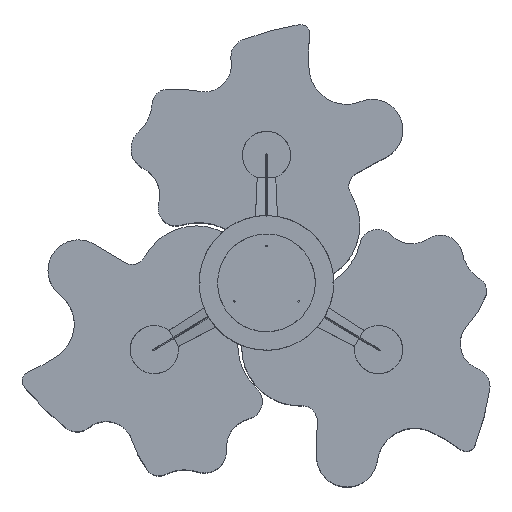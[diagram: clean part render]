
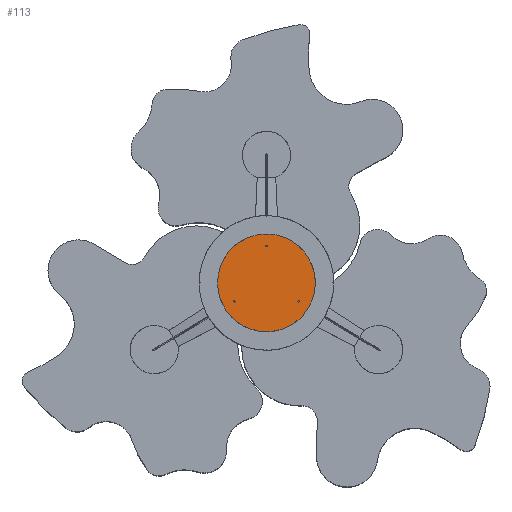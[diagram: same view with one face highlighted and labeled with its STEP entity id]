
A CAD part, top view. The second image highlights one B-rep face of the part: STEP entity #113.
In plain terms, the highlighted planar face has unit normal (0, 0, 1).
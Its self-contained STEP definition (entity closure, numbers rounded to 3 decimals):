
#113=ADVANCED_FACE($,(#359),#3277,.T.);
#359=FACE_OUTER_BOUND($,#606,.T.);
#606=EDGE_LOOP($,(#1080,#1081,#1082,#1083));
#1080=ORIENTED_EDGE($,*,*,#2118,.F.);
#1081=ORIENTED_EDGE($,*,*,#2120,.T.);
#1082=ORIENTED_EDGE($,*,*,#2113,.F.);
#1083=ORIENTED_EDGE($,*,*,#2116,.F.);
#2113=EDGE_CURVE($,#2714,#2715,#3406,.T.);
#2116=EDGE_CURVE($,#2716,#2714,#3409,.T.);
#2118=EDGE_CURVE($,#2717,#2716,#3411,.T.);
#2120=EDGE_CURVE($,#2717,#2715,#3676,.T.);
#2714=VERTEX_POINT($,#5761);
#2715=VERTEX_POINT($,#5762);
#2716=VERTEX_POINT($,#5763);
#2717=VERTEX_POINT($,#5764);
#3277=PLANE($,#4049);
#3406=(
BOUNDED_CURVE()
B_SPLINE_CURVE(2,(#5619,#5620,#5621),.UNSPECIFIED.,.F.,.F.)
B_SPLINE_CURVE_WITH_KNOTS((3,3),(103.673,207.345),.UNSPECIFIED.)
CURVE()
GEOMETRIC_REPRESENTATION_ITEM()
RATIONAL_B_SPLINE_CURVE((1.,0.707,1.))
REPRESENTATION_ITEM($)
);
#3409=(
BOUNDED_CURVE()
B_SPLINE_CURVE(2,(#5626,#5627,#5628),.UNSPECIFIED.,.F.,.F.)
B_SPLINE_CURVE_WITH_KNOTS((3,3),(0.,103.673),.UNSPECIFIED.)
CURVE()
GEOMETRIC_REPRESENTATION_ITEM()
RATIONAL_B_SPLINE_CURVE((1.,0.707,1.))
REPRESENTATION_ITEM($)
);
#3411=(
BOUNDED_CURVE()
B_SPLINE_CURVE(2,(#5631,#5632,#5633),.UNSPECIFIED.,.F.,.F.)
B_SPLINE_CURVE_WITH_KNOTS((3,3),(103.673,207.345),.UNSPECIFIED.)
CURVE()
GEOMETRIC_REPRESENTATION_ITEM()
RATIONAL_B_SPLINE_CURVE((1.,0.707,1.))
REPRESENTATION_ITEM($)
);
#3676=B_SPLINE_CURVE_WITH_KNOTS($,3,(#5636,#5637,#5638,#5639,#5640,#5641,
#5642,#5643,#5644,#5645,#5646,#5647,#5648,#5649,#5650,#5651,#5652,#5653,
#5654,#5655,#5656,#5657,#5658,#5659,#5660,#5661),.UNSPECIFIED.,.F.,.F.,(4,
2,2,2,2,2,2,2,2,2,2,2,4),(-103.673,-97.736,-91.6,
-85.281,-78.802,-65.461,-51.836,
-38.211,-24.871,-18.391,-12.073,
-5.936,0.),.UNSPECIFIED.);
#4049=AXIS2_PLACEMENT_3D($,#5747,#4081,$);
#4081=DIRECTION($,(0.,0.,1.));
#5619=CARTESIAN_POINT($,(-66.,0.,0.));
#5620=CARTESIAN_POINT($,(-66.,66.,0.));
#5621=CARTESIAN_POINT($,(0.,66.,0.));
#5626=CARTESIAN_POINT($,(0.,-66.,0.));
#5627=CARTESIAN_POINT($,(-66.,-66.,0.));
#5628=CARTESIAN_POINT($,(-66.,0.,0.));
#5631=CARTESIAN_POINT($,(66.,0.,0.));
#5632=CARTESIAN_POINT($,(66.,-66.,0.));
#5633=CARTESIAN_POINT($,(0.,-66.,0.));
#5636=CARTESIAN_POINT($,(66.,0.,0.));
#5637=CARTESIAN_POINT($,(66.,1.98,0.));
#5638=CARTESIAN_POINT($,(65.911,3.958,0.));
#5639=CARTESIAN_POINT($,(65.549,7.969,0.));
#5640=CARTESIAN_POINT($,(65.271,9.997,0.));
#5641=CARTESIAN_POINT($,(64.515,14.082,0.));
#5642=CARTESIAN_POINT($,(64.032,16.134,0.));
#5643=CARTESIAN_POINT($,(62.858,20.238,0.));
#5644=CARTESIAN_POINT($,(62.161,22.285,0.));
#5645=CARTESIAN_POINT($,(59.728,28.431,0.));
#5646=CARTESIAN_POINT($,(57.677,32.392,0.));
#5647=CARTESIAN_POINT($,(52.755,39.919,0.));
#5648=CARTESIAN_POINT($,(49.882,43.456,0.));
#5649=CARTESIAN_POINT($,(43.456,49.882,0.));
#5650=CARTESIAN_POINT($,(39.919,52.755,0.));
#5651=CARTESIAN_POINT($,(32.392,57.677,0.));
#5652=CARTESIAN_POINT($,(28.431,59.728,0.));
#5653=CARTESIAN_POINT($,(22.285,62.161,0.));
#5654=CARTESIAN_POINT($,(20.238,62.858,0.));
#5655=CARTESIAN_POINT($,(16.134,64.032,0.));
#5656=CARTESIAN_POINT($,(14.082,64.515,0.));
#5657=CARTESIAN_POINT($,(9.997,65.271,0.));
#5658=CARTESIAN_POINT($,(7.969,65.549,0.));
#5659=CARTESIAN_POINT($,(3.958,65.911,0.));
#5660=CARTESIAN_POINT($,(1.98,66.,0.));
#5661=CARTESIAN_POINT($,(0.,66.,0.));
#5747=CARTESIAN_POINT($,(-67.32,67.32,0.));
#5761=CARTESIAN_POINT($,(-66.,0.,0.));
#5762=CARTESIAN_POINT($,(0.,66.,0.));
#5763=CARTESIAN_POINT($,(0.,-66.,0.));
#5764=CARTESIAN_POINT($,(66.,0.,0.));
